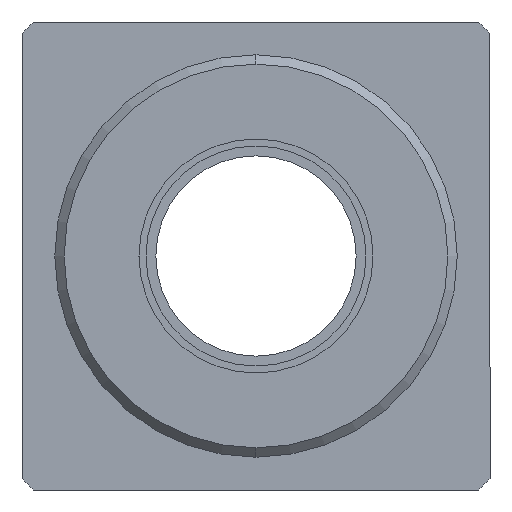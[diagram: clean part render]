
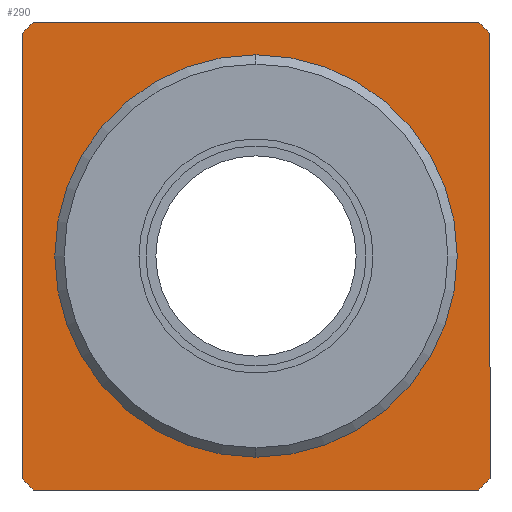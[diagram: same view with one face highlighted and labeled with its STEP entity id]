
A CAD part, left-side view. The second image highlights one B-rep face of the part: STEP entity #290.
In plain terms, the highlighted planar face has unit normal (-1, 0, 0).
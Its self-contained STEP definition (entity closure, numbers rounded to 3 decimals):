
#78 = DIRECTION ( 'NONE',  ( 1., 0., 0. ) ) ;
#88 = CARTESIAN_POINT ( 'NONE',  ( 0., 0., 20. ) ) ;
#118 = VERTEX_POINT ( 'NONE', #797 ) ;
#149 = ORIENTED_EDGE ( 'NONE', *, *, #228, .F. ) ;
#167 = CIRCLE ( 'NONE', #603, 34.5 ) ;
#186 = ORIENTED_EDGE ( 'NONE', *, *, #1448, .F. ) ;
#197 = DIRECTION ( 'NONE',  ( 0., 0., 1. ) ) ;
#228 = EDGE_CURVE ( 'NONE', #1129, #367, #2552, .T. ) ;
#258 = DIRECTION ( 'NONE',  ( -1., 0., 0. ) ) ;
#273 = DIRECTION ( 'NONE',  ( 0., 0., -1. ) ) ;
#290 = ADVANCED_FACE ( 'NONE', ( #514, #1251 ), #1558, .F. ) ;
#310 = CARTESIAN_POINT ( 'NONE',  ( 0., -25., 25. ) ) ;
#339 = DIRECTION ( 'NONE',  ( 0., -1., 0. ) ) ;
#340 = ORIENTED_EDGE ( 'NONE', *, *, #3131, .T. ) ;
#367 = VERTEX_POINT ( 'NONE', #88 ) ;
#385 = CARTESIAN_POINT ( 'NONE',  ( 0., -25., 23.775 ) ) ;
#403 = CIRCLE ( 'NONE', #1677, 20. ) ;
#409 = VERTEX_POINT ( 'NONE', #385 ) ;
#411 = CARTESIAN_POINT ( 'NONE',  ( 0., 0., 0. ) ) ;
#438 = CARTESIAN_POINT ( 'NONE',  ( 0., 25., 23.775 ) ) ;
#452 = CARTESIAN_POINT ( 'NONE',  ( 0., 0., 0. ) ) ;
#514 = FACE_BOUND ( 'NONE', #1447, .T. ) ;
#516 = CARTESIAN_POINT ( 'NONE',  ( 0., -25., 25. ) ) ;
#557 = EDGE_CURVE ( 'NONE', #2145, #2933, #1950, .T. ) ;
#603 = AXIS2_PLACEMENT_3D ( 'NONE', #2493, #1008, #2725 ) ;
#629 = EDGE_CURVE ( 'NONE', #934, #664, #1051, .T. ) ;
#633 = ORIENTED_EDGE ( 'NONE', *, *, #1884, .T. ) ;
#664 = VERTEX_POINT ( 'NONE', #1972 ) ;
#684 = DIRECTION ( 'NONE',  ( 0., 0., 1. ) ) ;
#797 = CARTESIAN_POINT ( 'NONE',  ( 0., -23.775, 25. ) ) ;
#812 = LINE ( 'NONE', #310, #1325 ) ;
#934 = VERTEX_POINT ( 'NONE', #1348 ) ;
#968 = DIRECTION ( 'NONE',  ( -1., 0., 0. ) ) ;
#1008 = DIRECTION ( 'NONE',  ( -1., 0., 0. ) ) ;
#1009 = EDGE_CURVE ( 'NONE', #409, #118, #1675, .T. ) ;
#1027 = ORIENTED_EDGE ( 'NONE', *, *, #557, .F. ) ;
#1049 = VECTOR ( 'NONE', #2454, 1000. ) ;
#1051 = CIRCLE ( 'NONE', #1743, 34.5 ) ;
#1117 = LINE ( 'NONE', #1215, #1049 ) ;
#1129 = VERTEX_POINT ( 'NONE', #1506 ) ;
#1139 = DIRECTION ( 'NONE',  ( 0., 0., 1. ) ) ;
#1215 = CARTESIAN_POINT ( 'NONE',  ( 0., -25., -25. ) ) ;
#1251 = FACE_OUTER_BOUND ( 'NONE', #2066, .T. ) ;
#1306 = EDGE_CURVE ( 'NONE', #409, #664, #2853, .T. ) ;
#1325 = VECTOR ( 'NONE', #339, 1000. ) ;
#1348 = CARTESIAN_POINT ( 'NONE',  ( 0., -23.775, -25. ) ) ;
#1370 = VECTOR ( 'NONE', #197, 1000. ) ;
#1447 = EDGE_LOOP ( 'NONE', ( #1569, #149 ) ) ;
#1448 = EDGE_CURVE ( 'NONE', #3019, #118, #812, .T. ) ;
#1456 = CARTESIAN_POINT ( 'NONE',  ( 0., 0., 0. ) ) ;
#1506 = CARTESIAN_POINT ( 'NONE',  ( 0., 0., -20. ) ) ;
#1558 = PLANE ( 'NONE',  #2787 ) ;
#1569 = ORIENTED_EDGE ( 'NONE', *, *, #2980, .F. ) ;
#1604 = VERTEX_POINT ( 'NONE', #2647 ) ;
#1629 = CIRCLE ( 'NONE', #1700, 34.5 ) ;
#1675 = CIRCLE ( 'NONE', #3134, 34.5 ) ;
#1677 = AXIS2_PLACEMENT_3D ( 'NONE', #1736, #258, #1987 ) ;
#1700 = AXIS2_PLACEMENT_3D ( 'NONE', #2452, #968, #2683 ) ;
#1711 = DIRECTION ( 'NONE',  ( 0., 0., 1. ) ) ;
#1736 = CARTESIAN_POINT ( 'NONE',  ( 0., 0., 0. ) ) ;
#1743 = AXIS2_PLACEMENT_3D ( 'NONE', #1456, #3157, #1711 ) ;
#1790 = DIRECTION ( 'NONE',  ( 0., 0., -1. ) ) ;
#1884 = EDGE_CURVE ( 'NONE', #3019, #2933, #1629, .T. ) ;
#1931 = CARTESIAN_POINT ( 'NONE',  ( 0., 25., 25. ) ) ;
#1950 = LINE ( 'NONE', #1931, #1370 ) ;
#1965 = ORIENTED_EDGE ( 'NONE', *, *, #1306, .F. ) ;
#1972 = CARTESIAN_POINT ( 'NONE',  ( 0., -25., -23.775 ) ) ;
#1974 = AXIS2_PLACEMENT_3D ( 'NONE', #411, #2321, #1139 ) ;
#1987 = DIRECTION ( 'NONE',  ( 0., 0., 1. ) ) ;
#2066 = EDGE_LOOP ( 'NONE', ( #2636, #2690, #1965, #3101, #186, #633, #1027, #340 ) ) ;
#2145 = VERTEX_POINT ( 'NONE', #2362 ) ;
#2180 = DIRECTION ( 'NONE',  ( -1., 0., 0. ) ) ;
#2212 = VECTOR ( 'NONE', #273, 1000. ) ;
#2321 = DIRECTION ( 'NONE',  ( -1., 0., 0. ) ) ;
#2362 = CARTESIAN_POINT ( 'NONE',  ( 0., 25., -23.775 ) ) ;
#2452 = CARTESIAN_POINT ( 'NONE',  ( 0., 0., 0. ) ) ;
#2454 = DIRECTION ( 'NONE',  ( 0., 1., 0. ) ) ;
#2486 = CARTESIAN_POINT ( 'NONE',  ( 0., 23.775, 25. ) ) ;
#2493 = CARTESIAN_POINT ( 'NONE',  ( 0., 0., 0. ) ) ;
#2552 = CIRCLE ( 'NONE', #1974, 20. ) ;
#2636 = ORIENTED_EDGE ( 'NONE', *, *, #2967, .F. ) ;
#2647 = CARTESIAN_POINT ( 'NONE',  ( 0., 23.775, -25. ) ) ;
#2683 = DIRECTION ( 'NONE',  ( 0., 0., 1. ) ) ;
#2690 = ORIENTED_EDGE ( 'NONE', *, *, #629, .T. ) ;
#2725 = DIRECTION ( 'NONE',  ( 0., 0., 1. ) ) ;
#2777 = CARTESIAN_POINT ( 'NONE',  ( 0., 34.5, 0. ) ) ;
#2787 = AXIS2_PLACEMENT_3D ( 'NONE', #2777, #78, #1790 ) ;
#2853 = LINE ( 'NONE', #516, #2212 ) ;
#2933 = VERTEX_POINT ( 'NONE', #438 ) ;
#2967 = EDGE_CURVE ( 'NONE', #934, #1604, #1117, .T. ) ;
#2980 = EDGE_CURVE ( 'NONE', #367, #1129, #403, .T. ) ;
#3019 = VERTEX_POINT ( 'NONE', #2486 ) ;
#3101 = ORIENTED_EDGE ( 'NONE', *, *, #1009, .T. ) ;
#3131 = EDGE_CURVE ( 'NONE', #2145, #1604, #167, .T. ) ;
#3134 = AXIS2_PLACEMENT_3D ( 'NONE', #452, #2180, #684 ) ;
#3157 = DIRECTION ( 'NONE',  ( -1., 0., 0. ) ) ;
